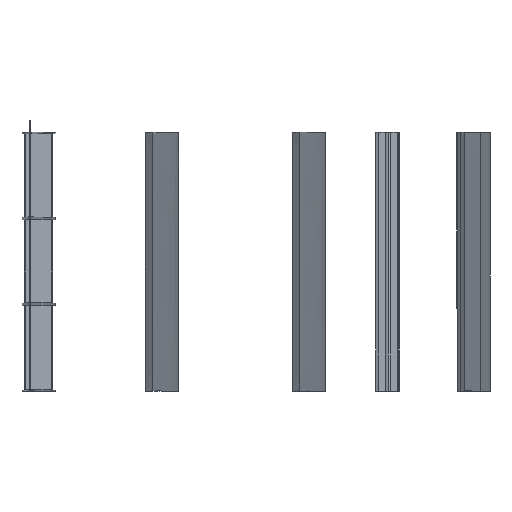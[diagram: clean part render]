
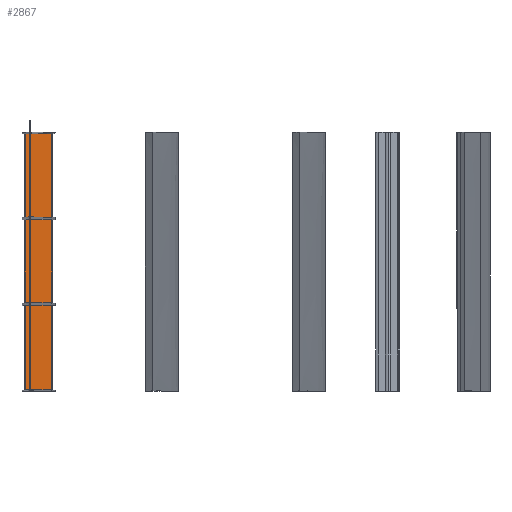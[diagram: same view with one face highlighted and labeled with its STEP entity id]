
A CAD part, top view. The second image highlights one B-rep face of the part: STEP entity #2867.
In plain terms, the highlighted planar face has unit normal (0, 0, 1).
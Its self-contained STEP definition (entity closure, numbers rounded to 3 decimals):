
#119=PLANE('',#3054);
#230=FACE_OUTER_BOUND('',#390,.T.);
#390=EDGE_LOOP('',(#2005,#2006,#2007,#2008));
#565=LINE('',#3990,#891);
#566=LINE('',#3993,#892);
#567=LINE('',#3995,#893);
#568=LINE('',#3996,#894);
#891=VECTOR('',#3280,10.);
#892=VECTOR('',#3283,10.);
#893=VECTOR('',#3284,10.);
#894=VECTOR('',#3285,10.);
#1266=VERTEX_POINT('',#3986);
#1267=VERTEX_POINT('',#3988);
#1268=VERTEX_POINT('',#3992);
#1269=VERTEX_POINT('',#3994);
#1564=EDGE_CURVE('',#1266,#1267,#565,.T.);
#1565=EDGE_CURVE('',#1266,#1268,#566,.T.);
#1566=EDGE_CURVE('',#1269,#1267,#567,.T.);
#1567=EDGE_CURVE('',#1268,#1269,#568,.T.);
#2005=ORIENTED_EDGE('',*,*,#1565,.F.);
#2006=ORIENTED_EDGE('',*,*,#1564,.T.);
#2007=ORIENTED_EDGE('',*,*,#1566,.F.);
#2008=ORIENTED_EDGE('',*,*,#1567,.F.);
#2867=ADVANCED_FACE('',(#230),#119,.T.);
#3054=AXIS2_PLACEMENT_3D('',#3991,#3281,#3282);
#3280=DIRECTION('',(0.,1.,0.));
#3281=DIRECTION('center_axis',(0.,0.,1.));
#3282=DIRECTION('ref_axis',(1.,0.,0.));
#3283=DIRECTION('',(-1.,0.,0.));
#3284=DIRECTION('',(1.,0.,0.));
#3285=DIRECTION('',(0.,1.,0.));
#3986=CARTESIAN_POINT('',(-219.24,0.,-46.997));
#3988=CARTESIAN_POINT('',(-219.24,220.,-46.997));
#3990=CARTESIAN_POINT('',(-219.24,0.,-46.997));
#3991=CARTESIAN_POINT('Origin',(-242.979,0.,-46.997));
#3992=CARTESIAN_POINT('',(-242.979,0.,-46.997));
#3993=CARTESIAN_POINT('',(-219.24,0.,-46.997));
#3994=CARTESIAN_POINT('',(-242.979,220.,-46.997));
#3995=CARTESIAN_POINT('',(-219.24,220.,-46.997));
#3996=CARTESIAN_POINT('',(-242.979,0.,-46.997));
